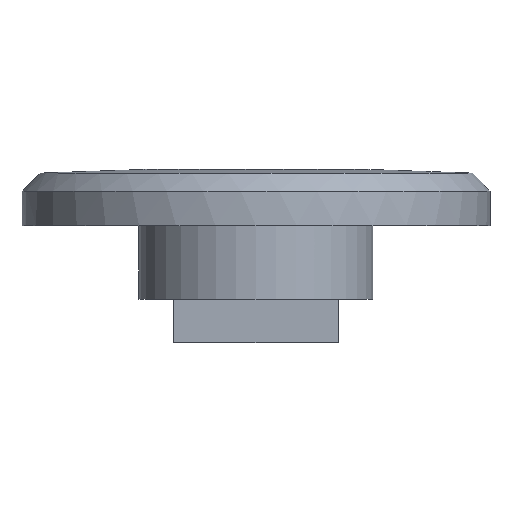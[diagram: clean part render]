
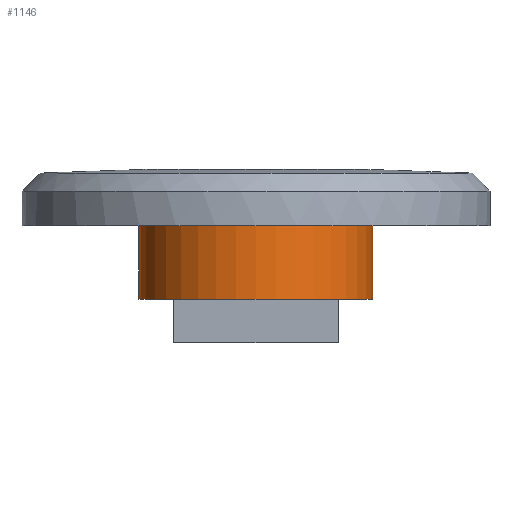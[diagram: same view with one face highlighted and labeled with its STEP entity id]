
A CAD part, front view. The second image highlights one B-rep face of the part: STEP entity #1146.
In plain terms, the highlighted cylindrical face has radius 6.75 mm (diameter 13.5 mm), a full revolution.
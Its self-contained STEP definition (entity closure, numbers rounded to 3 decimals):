
#477 = PLANE('',#478);
#478 = AXIS2_PLACEMENT_3D('',#479,#480,#481);
#479 = CARTESIAN_POINT('',(0.,0.,4.238));
#480 = DIRECTION('',(0.,0.,-1.));
#481 = DIRECTION('',(1.,0.,0.));
#761 = EDGE_CURVE('',#762,#762,#764,.T.);
#762 = VERTEX_POINT('',#763);
#763 = CARTESIAN_POINT('',(6.75,0.,4.238));
#764 = SURFACE_CURVE('',#765,(#770,#777),.PCURVE_S1.);
#765 = CIRCLE('',#766,6.75);
#766 = AXIS2_PLACEMENT_3D('',#767,#768,#769);
#767 = CARTESIAN_POINT('',(0.,0.,4.238));
#768 = DIRECTION('',(0.,0.,-1.));
#769 = DIRECTION('',(1.,0.,0.));
#770 = PCURVE('',#477,#771);
#771 = DEFINITIONAL_REPRESENTATION('',(#772),#776);
#772 = CIRCLE('',#773,6.75);
#773 = AXIS2_PLACEMENT_2D('',#774,#775);
#774 = CARTESIAN_POINT('',(0.,0.));
#775 = DIRECTION('',(1.,0.));
#776 = ( GEOMETRIC_REPRESENTATION_CONTEXT(2) 
PARAMETRIC_REPRESENTATION_CONTEXT() REPRESENTATION_CONTEXT('2D SPACE',''
  ) );
#777 = PCURVE('',#778,#783);
#778 = CYLINDRICAL_SURFACE('',#779,6.75);
#779 = AXIS2_PLACEMENT_3D('',#780,#781,#782);
#780 = CARTESIAN_POINT('',(0.,0.,4.238));
#781 = DIRECTION('',(0.,0.,-1.));
#782 = DIRECTION('',(1.,0.,0.));
#783 = DEFINITIONAL_REPRESENTATION('',(#784),#788);
#784 = LINE('',#785,#786);
#785 = CARTESIAN_POINT('',(0.,0.));
#786 = VECTOR('',#787,1.);
#787 = DIRECTION('',(1.,0.));
#788 = ( GEOMETRIC_REPRESENTATION_CONTEXT(2) 
PARAMETRIC_REPRESENTATION_CONTEXT() REPRESENTATION_CONTEXT('2D SPACE',''
  ) );
#1146 = ADVANCED_FACE('',(#1147),#778,.T.);
#1147 = FACE_BOUND('',#1148,.T.);
#1148 = EDGE_LOOP('',(#1149,#1150,#1173,#1200));
#1149 = ORIENTED_EDGE('',*,*,#761,.T.);
#1150 = ORIENTED_EDGE('',*,*,#1151,.T.);
#1151 = EDGE_CURVE('',#762,#1152,#1154,.T.);
#1152 = VERTEX_POINT('',#1153);
#1153 = CARTESIAN_POINT('',(6.75,0.,0.));
#1154 = SEAM_CURVE('',#1155,(#1159,#1166),.PCURVE_S1.);
#1155 = LINE('',#1156,#1157);
#1156 = CARTESIAN_POINT('',(6.75,0.,4.238));
#1157 = VECTOR('',#1158,1.);
#1158 = DIRECTION('',(0.,0.,-1.));
#1159 = PCURVE('',#778,#1160);
#1160 = DEFINITIONAL_REPRESENTATION('',(#1161),#1165);
#1161 = LINE('',#1162,#1163);
#1162 = CARTESIAN_POINT('',(0.,0.));
#1163 = VECTOR('',#1164,1.);
#1164 = DIRECTION('',(0.,1.));
#1165 = ( GEOMETRIC_REPRESENTATION_CONTEXT(2) 
PARAMETRIC_REPRESENTATION_CONTEXT() REPRESENTATION_CONTEXT('2D SPACE',''
  ) );
#1166 = PCURVE('',#778,#1167);
#1167 = DEFINITIONAL_REPRESENTATION('',(#1168),#1172);
#1168 = LINE('',#1169,#1170);
#1169 = CARTESIAN_POINT('',(6.283,0.));
#1170 = VECTOR('',#1171,1.);
#1171 = DIRECTION('',(0.,1.));
#1172 = ( GEOMETRIC_REPRESENTATION_CONTEXT(2) 
PARAMETRIC_REPRESENTATION_CONTEXT() REPRESENTATION_CONTEXT('2D SPACE',''
  ) );
#1173 = ORIENTED_EDGE('',*,*,#1174,.F.);
#1174 = EDGE_CURVE('',#1152,#1152,#1175,.T.);
#1175 = SURFACE_CURVE('',#1176,(#1181,#1188),.PCURVE_S1.);
#1176 = CIRCLE('',#1177,6.75);
#1177 = AXIS2_PLACEMENT_3D('',#1178,#1179,#1180);
#1178 = CARTESIAN_POINT('',(0.,0.,0.));
#1179 = DIRECTION('',(0.,0.,-1.));
#1180 = DIRECTION('',(1.,0.,0.));
#1181 = PCURVE('',#778,#1182);
#1182 = DEFINITIONAL_REPRESENTATION('',(#1183),#1187);
#1183 = LINE('',#1184,#1185);
#1184 = CARTESIAN_POINT('',(0.,4.238));
#1185 = VECTOR('',#1186,1.);
#1186 = DIRECTION('',(1.,0.));
#1187 = ( GEOMETRIC_REPRESENTATION_CONTEXT(2) 
PARAMETRIC_REPRESENTATION_CONTEXT() REPRESENTATION_CONTEXT('2D SPACE',''
  ) );
#1188 = PCURVE('',#1189,#1194);
#1189 = PLANE('',#1190);
#1190 = AXIS2_PLACEMENT_3D('',#1191,#1192,#1193);
#1191 = CARTESIAN_POINT('',(0.,0.,0.));
#1192 = DIRECTION('',(0.,0.,-1.));
#1193 = DIRECTION('',(1.,0.,0.));
#1194 = DEFINITIONAL_REPRESENTATION('',(#1195),#1199);
#1195 = CIRCLE('',#1196,6.75);
#1196 = AXIS2_PLACEMENT_2D('',#1197,#1198);
#1197 = CARTESIAN_POINT('',(0.,0.));
#1198 = DIRECTION('',(1.,0.));
#1199 = ( GEOMETRIC_REPRESENTATION_CONTEXT(2) 
PARAMETRIC_REPRESENTATION_CONTEXT() REPRESENTATION_CONTEXT('2D SPACE',''
  ) );
#1200 = ORIENTED_EDGE('',*,*,#1151,.F.);
